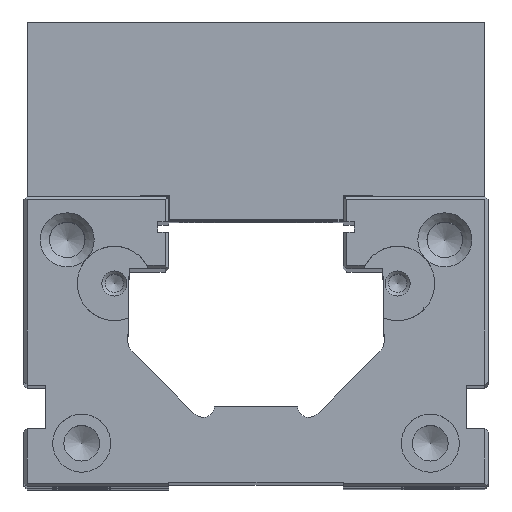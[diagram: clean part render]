
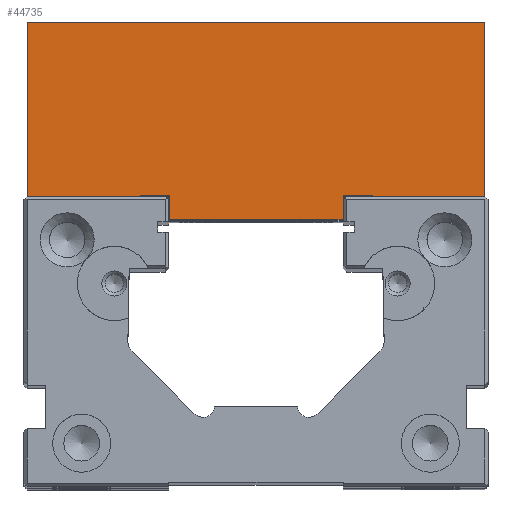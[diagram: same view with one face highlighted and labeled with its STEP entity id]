
A CAD part, top view. The second image highlights one B-rep face of the part: STEP entity #44735.
In plain terms, the highlighted planar face has unit normal (0, 0, 1).
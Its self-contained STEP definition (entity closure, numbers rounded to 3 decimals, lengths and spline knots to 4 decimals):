
#3805=PLANE('',#47248);
#6151=FACE_OUTER_BOUND('',#8736,.T.);
#8736=EDGE_LOOP('',(#42127,#42128,#42129,#42130,#42131,#42132,#42133,#42134,
#42135,#42136,#42137,#42138));
#13259=LINE('',#77217,#17869);
#13324=LINE('',#77691,#17934);
#13328=LINE('',#77698,#17938);
#13331=LINE('',#77706,#17941);
#13335=LINE('',#77713,#17945);
#13336=LINE('',#77716,#17946);
#13339=LINE('',#77721,#17949);
#13340=LINE('',#77722,#17950);
#13341=LINE('',#77724,#17951);
#13342=LINE('',#77726,#17952);
#13343=LINE('',#77728,#17953);
#13344=LINE('',#77729,#17954);
#17869=VECTOR('',#56321,0.3937);
#17934=VECTOR('',#56556,0.3937);
#17938=VECTOR('',#56562,0.3937);
#17941=VECTOR('',#56567,0.3937);
#17945=VECTOR('',#56573,0.3937);
#17946=VECTOR('',#56576,0.3937);
#17949=VECTOR('',#56581,0.3937);
#17950=VECTOR('',#56582,0.3937);
#17951=VECTOR('',#56583,0.3937);
#17952=VECTOR('',#56584,0.3937);
#17953=VECTOR('',#56585,0.3937);
#17954=VECTOR('',#56586,0.3937);
#22762=VERTEX_POINT('',#77210);
#22765=VERTEX_POINT('',#77215);
#22852=VERTEX_POINT('',#77688);
#22853=VERTEX_POINT('',#77690);
#22855=VERTEX_POINT('',#77696);
#22858=VERTEX_POINT('',#77703);
#22859=VERTEX_POINT('',#77705);
#22861=VERTEX_POINT('',#77711);
#22862=VERTEX_POINT('',#77715);
#22864=VERTEX_POINT('',#77723);
#22865=VERTEX_POINT('',#77725);
#22866=VERTEX_POINT('',#77727);
#29142=EDGE_CURVE('',#22762,#22765,#13259,.T.);
#29275=EDGE_CURVE('',#22853,#22852,#13324,.T.);
#29279=EDGE_CURVE('',#22852,#22855,#13328,.T.);
#29282=EDGE_CURVE('',#22859,#22858,#13331,.T.);
#29286=EDGE_CURVE('',#22858,#22861,#13335,.T.);
#29287=EDGE_CURVE('',#22862,#22853,#13336,.T.);
#29290=EDGE_CURVE('',#22855,#22762,#13339,.T.);
#29291=EDGE_CURVE('',#22765,#22859,#13340,.T.);
#29292=EDGE_CURVE('',#22861,#22864,#13341,.T.);
#29293=EDGE_CURVE('',#22864,#22865,#13342,.T.);
#29294=EDGE_CURVE('',#22865,#22866,#13343,.T.);
#29295=EDGE_CURVE('',#22866,#22862,#13344,.T.);
#42127=ORIENTED_EDGE('',*,*,#29275,.T.);
#42128=ORIENTED_EDGE('',*,*,#29279,.T.);
#42129=ORIENTED_EDGE('',*,*,#29290,.T.);
#42130=ORIENTED_EDGE('',*,*,#29142,.T.);
#42131=ORIENTED_EDGE('',*,*,#29291,.T.);
#42132=ORIENTED_EDGE('',*,*,#29282,.T.);
#42133=ORIENTED_EDGE('',*,*,#29286,.T.);
#42134=ORIENTED_EDGE('',*,*,#29292,.T.);
#42135=ORIENTED_EDGE('',*,*,#29293,.T.);
#42136=ORIENTED_EDGE('',*,*,#29294,.T.);
#42137=ORIENTED_EDGE('',*,*,#29295,.T.);
#42138=ORIENTED_EDGE('',*,*,#29287,.T.);
#44735=ADVANCED_FACE('',(#6151),#3805,.T.);
#47248=AXIS2_PLACEMENT_3D('',#77720,#56579,#56580);
#56321=DIRECTION('',(1.,0.,0.));
#56556=DIRECTION('',(0.,1.,0.));
#56562=DIRECTION('',(1.,0.,0.));
#56567=DIRECTION('',(1.,0.,0.));
#56573=DIRECTION('',(0.,-1.,0.));
#56576=DIRECTION('',(1.,0.,0.));
#56579=DIRECTION('center_axis',(0.,0.,1.));
#56580=DIRECTION('ref_axis',(1.,0.,0.));
#56581=DIRECTION('',(0.,-1.,0.));
#56582=DIRECTION('',(0.,1.,0.));
#56583=DIRECTION('',(1.,0.,0.));
#56584=DIRECTION('',(0.,1.,0.));
#56585=DIRECTION('',(-1.,0.,0.));
#56586=DIRECTION('',(0.,-1.,0.));
#77210=CARTESIAN_POINT('',(-0.7485,-0.85,2.1875));
#77215=CARTESIAN_POINT('',(0.7485,-0.85,2.1875));
#77217=CARTESIAN_POINT('',(1.97,-0.85,2.1875));
#77688=CARTESIAN_POINT('',(-0.9985,-0.64,2.1875));
#77690=CARTESIAN_POINT('',(-0.9985,-0.65,2.1875));
#77691=CARTESIAN_POINT('',(-0.9985,-0.32,2.1875));
#77696=CARTESIAN_POINT('',(-0.7485,-0.64,2.1875));
#77698=CARTESIAN_POINT('',(-0.3743,-0.64,2.1875));
#77703=CARTESIAN_POINT('',(0.9985,-0.64,2.1875));
#77705=CARTESIAN_POINT('',(0.7485,-0.64,2.1875));
#77706=CARTESIAN_POINT('',(0.4993,-0.64,2.1875));
#77711=CARTESIAN_POINT('',(0.9985,-0.65,2.1875));
#77713=CARTESIAN_POINT('',(0.9985,-0.325,2.1875));
#77715=CARTESIAN_POINT('',(-1.97,-0.65,2.1875));
#77716=CARTESIAN_POINT('',(-0.3743,-0.65,2.1875));
#77720=CARTESIAN_POINT('Origin',(0.,0.,
2.1875));
#77721=CARTESIAN_POINT('',(-0.7485,-0.325,2.1875));
#77722=CARTESIAN_POINT('',(0.7485,-0.325,2.1875));
#77723=CARTESIAN_POINT('',(1.97,-0.65,2.1875));
#77724=CARTESIAN_POINT('',(0.985,-0.65,2.1875));
#77725=CARTESIAN_POINT('',(1.97,0.85,2.1875));
#77726=CARTESIAN_POINT('',(1.97,0.85,2.1875));
#77727=CARTESIAN_POINT('',(-1.97,0.85,2.1875));
#77728=CARTESIAN_POINT('',(-1.97,0.85,2.1875));
#77729=CARTESIAN_POINT('',(-1.97,-0.85,2.1875));
